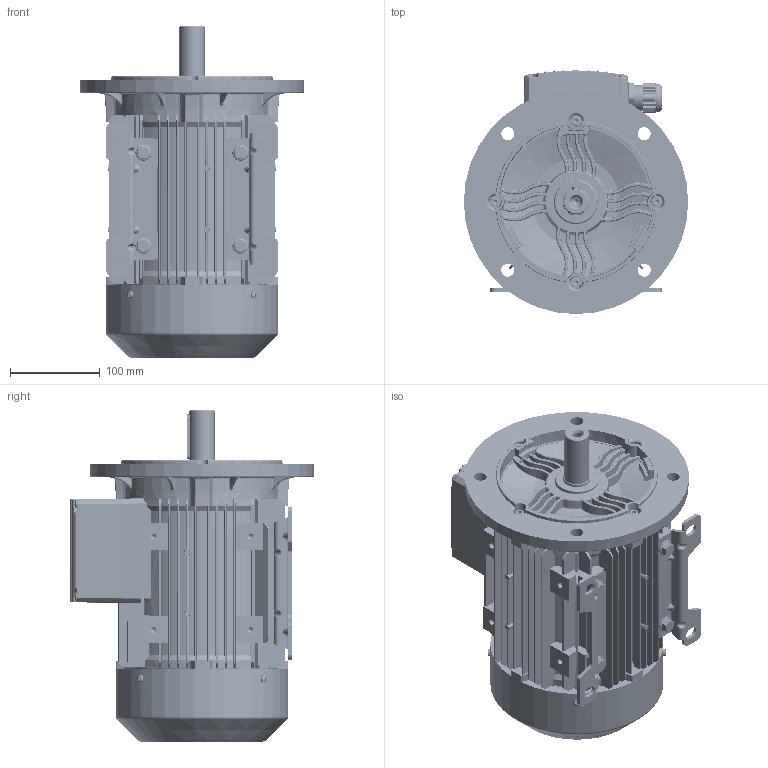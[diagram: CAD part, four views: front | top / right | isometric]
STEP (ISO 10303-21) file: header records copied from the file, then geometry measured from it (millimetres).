
FILE_DESCRIPTION (( 'STEP AP214' ), '1' );
FILE_NAME ('2EL100L2_PA_K1-A.STEP', '2019-07-16T04:27:16', ( '' ), ( '' ), 'SwSTEP 2.0', 'SolidWorks 2019', '' );
FILE_SCHEMA (( 'AUTOMOTIVE_DESIGN' ));
Length unit declared in the file: millimetre
Products named in the file (1): 2EL100L2_PA_K1-A
Bounding box: 250 x 272.16 x 369.8 mm (x, y, z)
Volume: 8549277.8 mm3; surface area: 615621.8 mm2
Topology: 1 solids, 57 shells, 5597 faces, 14243 edges, 8732 vertices
Faces by surface type: cylinder 1747, plane 1488, bspline 918, cone 913, torus 421, sphere 110
Entity records: 206708 total; most frequent: CARTESIAN_POINT 79538, ORIENTED_EDGE 28056, DIRECTION 25568, EDGE_CURVE 14028, AXIS2_PLACEMENT_3D 10198, VERTEX_POINT 8732, EDGE_LOOP 5910, FACE_OUTER_BOUND 5597
